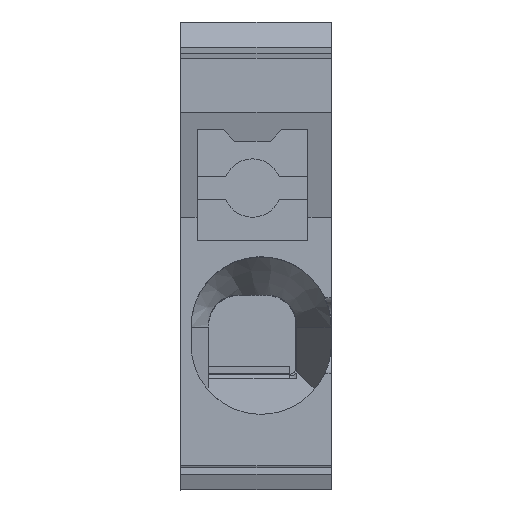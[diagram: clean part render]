
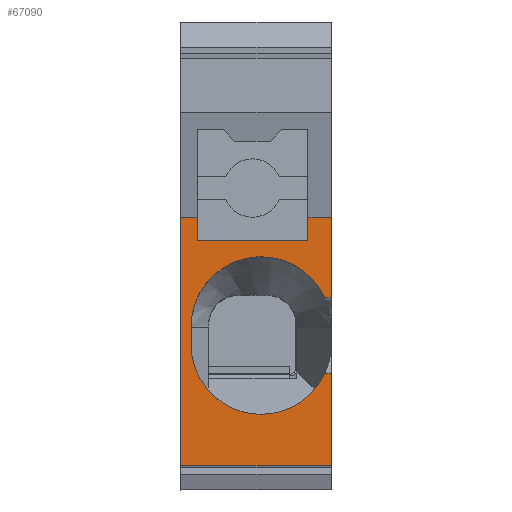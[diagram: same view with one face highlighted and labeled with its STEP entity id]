
A CAD part, top view. The second image highlights one B-rep face of the part: STEP entity #67090.
In plain terms, the highlighted face is planar.
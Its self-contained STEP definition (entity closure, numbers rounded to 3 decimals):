
#1320=CARTESIAN_POINT('',(0.642,28.1,
5.15));
#1330=VERTEX_POINT('',#1320);
#1360=CARTESIAN_POINT('',(0.,28.1,
5.15));
#1370=DIRECTION('',(1.,0.,0.));
#1380=VECTOR('',#1370,1.);
#1390=LINE('',#1360,#1380);
#1400=CARTESIAN_POINT('',(3.8,28.1,
5.15));
#1410=VERTEX_POINT('',#1400);
#1420=EDGE_CURVE('',#1330,#1410,#1390,.T.);
#1820=CARTESIAN_POINT('',(6.4,28.1,
5.15));
#1830=VERTEX_POINT('',#1820);
#1860=CARTESIAN_POINT('',(9.142,28.1,
5.15));
#1870=VERTEX_POINT('',#1860);
#1880=EDGE_CURVE('',#1830,#1870,#1390,.T.);
#5150=CARTESIAN_POINT('',(9.142,28.1,
0.));
#5160=VERTEX_POINT('',#5150);
#5190=CARTESIAN_POINT('',(0.,28.1,
0.));
#5200=DIRECTION('',(1.,0.,0.));
#5210=VECTOR('',#5200,1.);
#5220=LINE('',#5190,#5210);
#5230=CARTESIAN_POINT('',(0.642,28.1,
0.));
#5240=VERTEX_POINT('',#5230);
#5250=EDGE_CURVE('',#5240,#5160,#5220,.T.);
#66190=CARTESIAN_POINT('',(8.,28.1,
5.15));
#66200=DIRECTION('',(0.,-1.,0.));
#66210=DIRECTION('',(-1.,0.,0.));
#66220=AXIS2_PLACEMENT_3D('',#66190,#66200,#66210);
#66230=PLANE('',#66220);
#66240=CARTESIAN_POINT('',(0.,28.1,
0.555));
#66250=DIRECTION('',(-1.,0.,0.));
#66260=VECTOR('',#66250,1.);
#66270=LINE('',#66240,#66260);
#66280=CARTESIAN_POINT('',(9.142,28.1,
0.555));
#66290=VERTEX_POINT('',#66280);
#66300=CARTESIAN_POINT('',(8.35,28.1,
0.555));
#66310=VERTEX_POINT('',#66300);
#66320=EDGE_CURVE('',#66290,#66310,#66270,.T.);
#66330=ORIENTED_EDGE('',*,*,#66320,.F.);
#66340=CARTESIAN_POINT('',(8.35,28.1,
0.));
#66350=DIRECTION('',(0.,0.,1.));
#66360=VECTOR('',#66350,1.);
#66370=LINE('',#66340,#66360);
#66380=CARTESIAN_POINT('',(8.35,28.1,
4.355));
#66390=VERTEX_POINT('',#66380);
#66400=EDGE_CURVE('',#66310,#66390,#66370,.T.);
#66410=ORIENTED_EDGE('',*,*,#66400,.F.);
#66420=CARTESIAN_POINT('',(0.,28.1,
4.355));
#66430=DIRECTION('',(1.,0.,0.));
#66440=VECTOR('',#66430,1.);
#66450=LINE('',#66420,#66440);
#66460=CARTESIAN_POINT('',(9.142,28.1,
4.355));
#66470=VERTEX_POINT('',#66460);
#66480=EDGE_CURVE('',#66390,#66470,#66450,.T.);
#66490=ORIENTED_EDGE('',*,*,#66480,.F.);
#66500=CARTESIAN_POINT('',(9.142,28.1,
0.));
#66510=DIRECTION('',(0.,0.,-1.));
#66520=VECTOR('',#66510,1.);
#66530=LINE('',#66500,#66520);
#66540=EDGE_CURVE('',#1870,#66470,#66530,.T.);
#66550=ORIENTED_EDGE('',*,*,#66540,.T.);
#66560=ORIENTED_EDGE('',*,*,#1880,.T.);
#66570=CARTESIAN_POINT('',(6.4,28.1,
0.));
#66580=DIRECTION('',(0.,0.,-1.));
#66590=VECTOR('',#66580,1.);
#66600=LINE('',#66570,#66590);
#66610=CARTESIAN_POINT('',(6.4,28.1,
4.932));
#66620=VERTEX_POINT('',#66610);
#66630=EDGE_CURVE('',#1830,#66620,#66600,.T.);
#66640=ORIENTED_EDGE('',*,*,#66630,.F.);
#66650=CARTESIAN_POINT('',(5.4,28.1,
2.75));
#66660=DIRECTION('',(0.,-1.,0.));
#66670=DIRECTION('',(1.,0.,0.));
#66680=AXIS2_PLACEMENT_3D('',#66650,#66660,#66670);
#66690=CIRCLE('',#66680,2.4);
#66700=CARTESIAN_POINT('',(5.4,28.1,
0.35));
#66710=VERTEX_POINT('',#66700);
#66720=EDGE_CURVE('',#66710,#66620,#66690,.T.);
#66730=ORIENTED_EDGE('',*,*,#66720,.T.);
#66740=CARTESIAN_POINT('',(0.,28.1,
0.35));
#66750=DIRECTION('',(-1.,0.,0.));
#66760=VECTOR('',#66750,1.);
#66770=LINE('',#66740,#66760);
#66780=CARTESIAN_POINT('',(4.8,28.1,
0.35));
#66790=VERTEX_POINT('',#66780);
#66800=EDGE_CURVE('',#66710,#66790,#66770,.T.);
#66810=ORIENTED_EDGE('',*,*,#66800,.F.);
#66820=CARTESIAN_POINT('',(4.8,28.1,
2.75));
#66830=DIRECTION('',(0.,-1.,0.));
#66840=DIRECTION('',(-1.,0.,0.));
#66850=AXIS2_PLACEMENT_3D('',#66820,#66830,#66840);
#66860=CIRCLE('',#66850,2.4);
#66870=CARTESIAN_POINT('',(3.8,28.1,
4.932));
#66880=VERTEX_POINT('',#66870);
#66890=EDGE_CURVE('',#66880,#66790,#66860,.T.);
#66900=ORIENTED_EDGE('',*,*,#66890,.T.);
#66910=CARTESIAN_POINT('',(3.8,28.1,
0.));
#66920=DIRECTION('',(0.,0.,1.));
#66930=VECTOR('',#66920,1.);
#66940=LINE('',#66910,#66930);
#66950=EDGE_CURVE('',#66880,#1410,#66940,.T.);
#66960=ORIENTED_EDGE('',*,*,#66950,.F.);
#66970=ORIENTED_EDGE('',*,*,#1420,.T.);
#66980=CARTESIAN_POINT('',(0.642,28.1,
0.));
#66990=DIRECTION('',(0.,0.,1.));
#67000=VECTOR('',#66990,1.);
#67010=LINE('',#66980,#67000);
#67020=EDGE_CURVE('',#5240,#1330,#67010,.T.);
#67030=ORIENTED_EDGE('',*,*,#67020,.T.);
#67040=ORIENTED_EDGE('',*,*,#5250,.F.);
#67050=EDGE_CURVE('',#66290,#5160,#66530,.T.);
#67060=ORIENTED_EDGE('',*,*,#67050,.T.);
#67070=EDGE_LOOP('',(#67060,#67040,#67030,#66970,#66960,#66900,#66810,
#66730,#66640,#66560,#66550,#66490,#66410,#66330));
#67080=FACE_OUTER_BOUND('',#67070,.T.);
#67090=ADVANCED_FACE('',(#67080),#66230,.F.);
